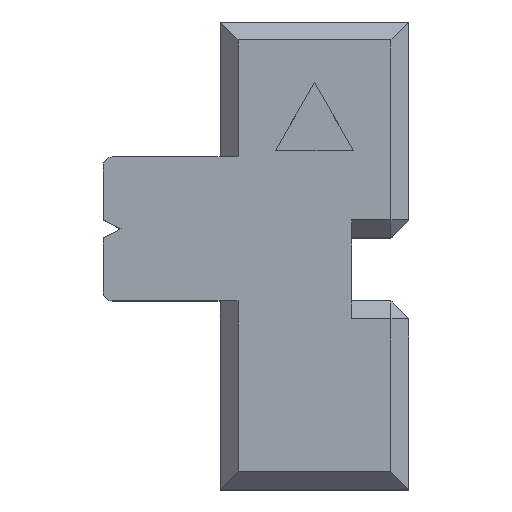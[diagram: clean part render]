
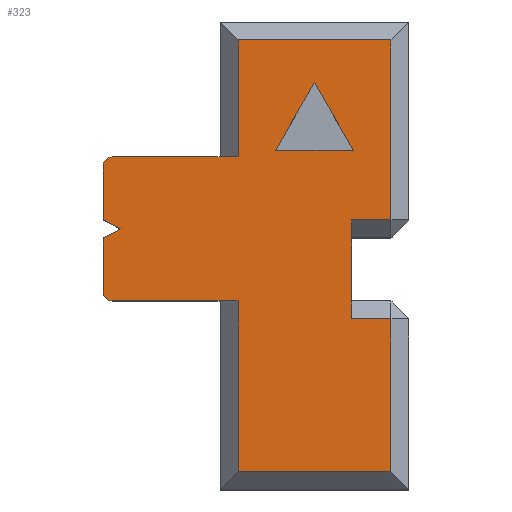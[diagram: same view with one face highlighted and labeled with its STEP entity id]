
A CAD part, top view. The second image highlights one B-rep face of the part: STEP entity #323.
In plain terms, the highlighted planar face has unit normal (0, 0, 1).
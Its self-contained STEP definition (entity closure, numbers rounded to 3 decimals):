
#56 = VERTEX_POINT('',#57);
#57 = CARTESIAN_POINT('',(-2.4,3.2,2.8));
#63 = EDGE_CURVE('',#56,#64,#66,.T.);
#64 = VERTEX_POINT('',#65);
#65 = CARTESIAN_POINT('',(0.,3.2,2.8));
#66 = LINE('',#67,#68);
#67 = CARTESIAN_POINT('',(-2.4,3.2,2.8));
#68 = VECTOR('',#69,1.);
#69 = DIRECTION('',(1.,0.,0.));
#71 = EDGE_CURVE('',#64,#72,#74,.T.);
#72 = VERTEX_POINT('',#73);
#73 = CARTESIAN_POINT('',(0.4,3.2,2.8));
#74 = LINE('',#75,#76);
#75 = CARTESIAN_POINT('',(-0.49,3.2,2.8));
#76 = VECTOR('',#77,1.);
#77 = DIRECTION('',(1.,0.,0.));
#151 = VERTEX_POINT('',#152);
#152 = CARTESIAN_POINT('',(0.4,5.8,2.8));
#158 = EDGE_CURVE('',#72,#151,#159,.T.);
#159 = LINE('',#160,#161);
#160 = CARTESIAN_POINT('',(0.4,3.2,2.8));
#161 = VECTOR('',#162,1.);
#162 = DIRECTION('',(0.,1.,0.));
#323 = ADVANCED_FACE('',(#324,#473),#499,.T.);
#324 = FACE_BOUND('',#325,.T.);
#325 = EDGE_LOOP('',(#326,#336,#344,#352,#358,#359,#360,#361,#370,#378,
    #386,#394,#402,#411,#419,#427,#435,#443,#451,#459,#467));
#326 = ORIENTED_EDGE('',*,*,#327,.T.);
#327 = EDGE_CURVE('',#328,#330,#332,.T.);
#328 = VERTEX_POINT('',#329);
#329 = CARTESIAN_POINT('',(2.93,1.4,2.8));
#330 = VERTEX_POINT('',#331);
#331 = CARTESIAN_POINT('',(2.93,1.8,2.8));
#332 = LINE('',#333,#334);
#333 = CARTESIAN_POINT('',(2.93,1.234,2.8));
#334 = VECTOR('',#335,1.);
#335 = DIRECTION('',(0.,1.,0.));
#336 = ORIENTED_EDGE('',*,*,#337,.F.);
#337 = EDGE_CURVE('',#338,#330,#340,.T.);
#338 = VERTEX_POINT('',#339);
#339 = CARTESIAN_POINT('',(3.8,1.8,2.8));
#340 = LINE('',#341,#342);
#341 = CARTESIAN_POINT('',(4.2,1.8,2.8));
#342 = VECTOR('',#343,1.);
#343 = DIRECTION('',(-1.,0.,0.));
#344 = ORIENTED_EDGE('',*,*,#345,.F.);
#345 = EDGE_CURVE('',#346,#338,#348,.T.);
#346 = VERTEX_POINT('',#347);
#347 = CARTESIAN_POINT('',(3.8,5.8,2.8));
#348 = LINE('',#349,#350);
#349 = CARTESIAN_POINT('',(3.8,6.2,2.8));
#350 = VECTOR('',#351,1.);
#351 = DIRECTION('',(0.,-1.,0.));
#352 = ORIENTED_EDGE('',*,*,#353,.F.);
#353 = EDGE_CURVE('',#151,#346,#354,.T.);
#354 = LINE('',#355,#356);
#355 = CARTESIAN_POINT('',(0.,5.8,2.8));
#356 = VECTOR('',#357,1.);
#357 = DIRECTION('',(1.,0.,0.));
#358 = ORIENTED_EDGE('',*,*,#158,.F.);
#359 = ORIENTED_EDGE('',*,*,#71,.F.);
#360 = ORIENTED_EDGE('',*,*,#63,.F.);
#361 = ORIENTED_EDGE('',*,*,#362,.T.);
#362 = EDGE_CURVE('',#56,#363,#365,.T.);
#363 = VERTEX_POINT('',#364);
#364 = CARTESIAN_POINT('',(-2.6,3.,2.8));
#365 = CIRCLE('',#366,0.2);
#366 = AXIS2_PLACEMENT_3D('',#367,#368,#369);
#367 = CARTESIAN_POINT('',(-2.4,3.,2.8));
#368 = DIRECTION('',(0.,0.,1.));
#369 = DIRECTION('',(1.,0.,0.));
#370 = ORIENTED_EDGE('',*,*,#371,.F.);
#371 = EDGE_CURVE('',#372,#363,#374,.T.);
#372 = VERTEX_POINT('',#373);
#373 = CARTESIAN_POINT('',(-2.6,1.8,2.8));
#374 = LINE('',#375,#376);
#375 = CARTESIAN_POINT('',(-2.6,1.8,2.8));
#376 = VECTOR('',#377,1.);
#377 = DIRECTION('',(0.,1.,0.));
#378 = ORIENTED_EDGE('',*,*,#379,.T.);
#379 = EDGE_CURVE('',#372,#380,#382,.T.);
#380 = VERTEX_POINT('',#381);
#381 = CARTESIAN_POINT('',(-2.2,1.6,2.8));
#382 = LINE('',#383,#384);
#383 = CARTESIAN_POINT('',(-2.6,1.8,2.8));
#384 = VECTOR('',#385,1.);
#385 = DIRECTION('',(0.894,-0.447,0.));
#386 = ORIENTED_EDGE('',*,*,#387,.T.);
#387 = EDGE_CURVE('',#380,#388,#390,.T.);
#388 = VERTEX_POINT('',#389);
#389 = CARTESIAN_POINT('',(-2.6,1.4,2.8));
#390 = LINE('',#391,#392);
#391 = CARTESIAN_POINT('',(-2.2,1.6,2.8));
#392 = VECTOR('',#393,1.);
#393 = DIRECTION('',(-0.894,-0.447,0.));
#394 = ORIENTED_EDGE('',*,*,#395,.F.);
#395 = EDGE_CURVE('',#396,#388,#398,.T.);
#396 = VERTEX_POINT('',#397);
#397 = CARTESIAN_POINT('',(-2.6,0.2,2.8));
#398 = LINE('',#399,#400);
#399 = CARTESIAN_POINT('',(-2.6,0.2,2.8));
#400 = VECTOR('',#401,1.);
#401 = DIRECTION('',(0.,1.,0.));
#402 = ORIENTED_EDGE('',*,*,#403,.T.);
#403 = EDGE_CURVE('',#396,#404,#406,.T.);
#404 = VERTEX_POINT('',#405);
#405 = CARTESIAN_POINT('',(-2.4,0.,2.8));
#406 = CIRCLE('',#407,0.2);
#407 = AXIS2_PLACEMENT_3D('',#408,#409,#410);
#408 = CARTESIAN_POINT('',(-2.4,0.2,2.8));
#409 = DIRECTION('',(0.,0.,1.));
#410 = DIRECTION('',(1.,0.,0.));
#411 = ORIENTED_EDGE('',*,*,#412,.F.);
#412 = EDGE_CURVE('',#413,#404,#415,.T.);
#413 = VERTEX_POINT('',#414);
#414 = CARTESIAN_POINT('',(0.,0.,2.8));
#415 = LINE('',#416,#417);
#416 = CARTESIAN_POINT('',(0.,0.,2.8));
#417 = VECTOR('',#418,1.);
#418 = DIRECTION('',(-1.,0.,0.));
#419 = ORIENTED_EDGE('',*,*,#420,.T.);
#420 = EDGE_CURVE('',#413,#421,#423,.T.);
#421 = VERTEX_POINT('',#422);
#422 = CARTESIAN_POINT('',(0.4,0.,2.8));
#423 = LINE('',#424,#425);
#424 = CARTESIAN_POINT('',(0.71,0.,2.8));
#425 = VECTOR('',#426,1.);
#426 = DIRECTION('',(1.,0.,0.));
#427 = ORIENTED_EDGE('',*,*,#428,.F.);
#428 = EDGE_CURVE('',#429,#421,#431,.T.);
#429 = VERTEX_POINT('',#430);
#430 = CARTESIAN_POINT('',(0.4,-3.8,2.8));
#431 = LINE('',#432,#433);
#432 = CARTESIAN_POINT('',(0.4,-4.2,2.8));
#433 = VECTOR('',#434,1.);
#434 = DIRECTION('',(0.,1.,0.));
#435 = ORIENTED_EDGE('',*,*,#436,.F.);
#436 = EDGE_CURVE('',#437,#429,#439,.T.);
#437 = VERTEX_POINT('',#438);
#438 = CARTESIAN_POINT('',(3.8,-3.8,2.8));
#439 = LINE('',#440,#441);
#440 = CARTESIAN_POINT('',(4.2,-3.8,2.8));
#441 = VECTOR('',#442,1.);
#442 = DIRECTION('',(-1.,0.,0.));
#443 = ORIENTED_EDGE('',*,*,#444,.F.);
#444 = EDGE_CURVE('',#445,#437,#447,.T.);
#445 = VERTEX_POINT('',#446);
#446 = CARTESIAN_POINT('',(3.8,-0.4,2.8));
#447 = LINE('',#448,#449);
#448 = CARTESIAN_POINT('',(3.8,0.,2.8));
#449 = VECTOR('',#450,1.);
#450 = DIRECTION('',(0.,-1.,0.));
#451 = ORIENTED_EDGE('',*,*,#452,.F.);
#452 = EDGE_CURVE('',#453,#445,#455,.T.);
#453 = VERTEX_POINT('',#454);
#454 = CARTESIAN_POINT('',(2.93,-0.4,2.8));
#455 = LINE('',#456,#457);
#456 = CARTESIAN_POINT('',(2.93,-0.4,2.8));
#457 = VECTOR('',#458,1.);
#458 = DIRECTION('',(1.,0.,0.));
#459 = ORIENTED_EDGE('',*,*,#460,.F.);
#460 = EDGE_CURVE('',#461,#453,#463,.T.);
#461 = VERTEX_POINT('',#462);
#462 = CARTESIAN_POINT('',(2.93,0.,2.8));
#463 = LINE('',#464,#465);
#464 = CARTESIAN_POINT('',(2.93,1.234,2.8));
#465 = VECTOR('',#466,1.);
#466 = DIRECTION('',(-0.,-1.,-0.));
#467 = ORIENTED_EDGE('',*,*,#468,.F.);
#468 = EDGE_CURVE('',#328,#461,#469,.T.);
#469 = LINE('',#470,#471);
#470 = CARTESIAN_POINT('',(2.93,1.4,2.8));
#471 = VECTOR('',#472,1.);
#472 = DIRECTION('',(0.,-1.,0.));
#473 = FACE_BOUND('',#474,.T.);
#474 = EDGE_LOOP('',(#475,#485,#493));
#475 = ORIENTED_EDGE('',*,*,#476,.F.);
#476 = EDGE_CURVE('',#477,#479,#481,.T.);
#477 = VERTEX_POINT('',#478);
#478 = CARTESIAN_POINT('',(2.966,3.35,2.8));
#479 = VERTEX_POINT('',#480);
#480 = CARTESIAN_POINT('',(2.1,4.85,2.8));
#481 = LINE('',#482,#483);
#482 = CARTESIAN_POINT('',(2.966,3.35,2.8));
#483 = VECTOR('',#484,1.);
#484 = DIRECTION('',(-0.5,0.866,0.));
#485 = ORIENTED_EDGE('',*,*,#486,.F.);
#486 = EDGE_CURVE('',#487,#477,#489,.T.);
#487 = VERTEX_POINT('',#488);
#488 = CARTESIAN_POINT('',(1.234,3.35,2.8));
#489 = LINE('',#490,#491);
#490 = CARTESIAN_POINT('',(1.234,3.35,2.8));
#491 = VECTOR('',#492,1.);
#492 = DIRECTION('',(1.,0.,0.));
#493 = ORIENTED_EDGE('',*,*,#494,.F.);
#494 = EDGE_CURVE('',#479,#487,#495,.T.);
#495 = LINE('',#496,#497);
#496 = CARTESIAN_POINT('',(2.1,4.85,2.8));
#497 = VECTOR('',#498,1.);
#498 = DIRECTION('',(-0.5,-0.866,0.));
#499 = PLANE('',#500);
#500 = AXIS2_PLACEMENT_3D('',#501,#502,#503);
#501 = CARTESIAN_POINT('',(1.419,1.068,2.8));
#502 = DIRECTION('',(0.,0.,1.));
#503 = DIRECTION('',(1.,0.,0.));
